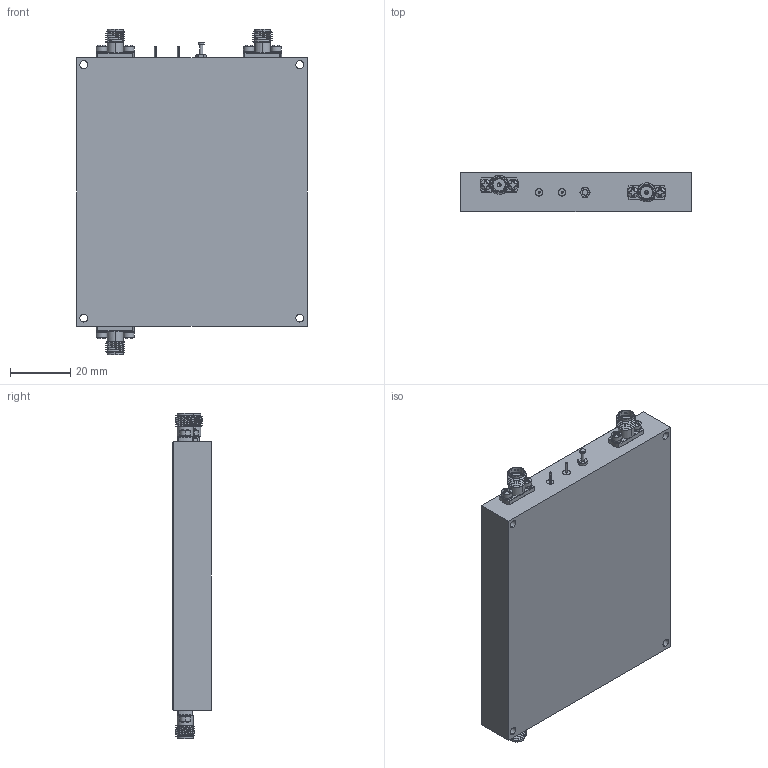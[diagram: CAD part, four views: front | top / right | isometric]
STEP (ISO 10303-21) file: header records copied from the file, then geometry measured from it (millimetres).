
FILE_DESCRIPTION (( 'STEP AP214' ), '1' );
FILE_NAME ('SDLVA-2020-70-OPT218-A03-A07-50OHM.STEP', '2022-11-07T14:43:18', ( '' ), ( '' ), 'SwSTEP 2.0', 'SolidWorks 2022', '' );
FILE_SCHEMA (( 'AUTOMOTIVE_DESIGN' ));
Length unit declared in the file: inch
Products named in the file (1): SDLVA-2020-70-OPT218-A03-A07-50OHM
Bounding box: 76.2 x 12.83 x 107.95 mm (x, y, z)
Volume: 87524.3 mm3; surface area: 33369 mm2
Topology: 27 solids, 27 shells, 998 faces, 4965 edges, 4244 vertices
Faces by surface type: plane 469, cylinder 218, torus 167, cone 63, sphere 63, bspline 18
Entity records: 67989 total; most frequent: CARTESIAN_POINT 13061, ORIENTED_EDGE 9834, DIRECTION 7551, EDGE_CURVE 4917, VERTEX_POINT 4244, VECTOR 3583, LINE 3583, AXIS2_PLACEMENT_3D 1984
